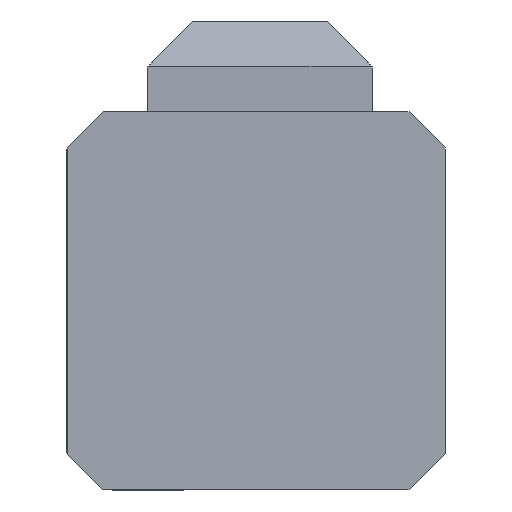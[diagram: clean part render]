
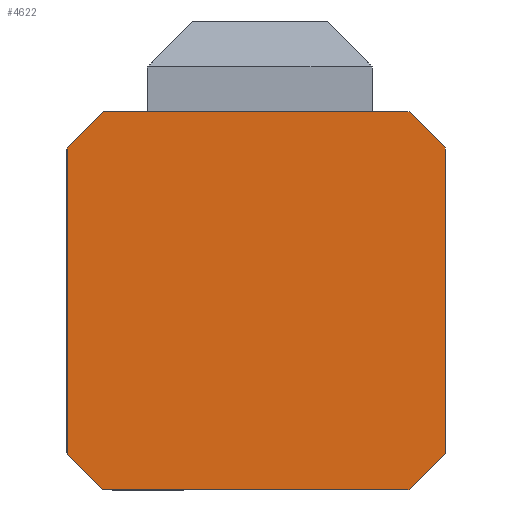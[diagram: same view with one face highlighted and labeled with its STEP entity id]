
A CAD part, front view. The second image highlights one B-rep face of the part: STEP entity #4622.
In plain terms, the highlighted face is planar.
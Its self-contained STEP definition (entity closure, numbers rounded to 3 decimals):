
#20 = CARTESIAN_POINT ( 'NONE',  ( -21., 21., 20. ) ) ;
#276 = VERTEX_POINT ( 'NONE', #5672 ) ;
#687 = VERTEX_POINT ( 'NONE', #10816 ) ;
#785 = VERTEX_POINT ( 'NONE', #10137 ) ;
#924 = CARTESIAN_POINT ( 'NONE',  ( 19., 19., 20. ) ) ;
#1657 = DIRECTION ( 'NONE',  ( 1., 0., 0. ) ) ;
#1881 = DIRECTION ( 'NONE',  ( 0.707, 0.707, 0. ) ) ;
#2897 = CARTESIAN_POINT ( 'NONE',  ( 21., 17., 20. ) ) ;
#4225 = EDGE_CURVE ( 'NONE', #15251, #12842, #22906, .T. ) ;
#4240 = CARTESIAN_POINT ( 'NONE',  ( 19., -19., 20. ) ) ;
#4622 = ADVANCED_FACE ( 'NONE', ( #19758 ), #18187, .T. ) ;
#4674 = VERTEX_POINT ( 'NONE', #11329 ) ;
#4974 = EDGE_CURVE ( 'NONE', #276, #15251, #11008, .T. ) ;
#5072 = VECTOR ( 'NONE', #10255, 1000. ) ;
#5548 = DIRECTION ( 'NONE',  ( -0.707, -0.707, 0. ) ) ;
#5672 = CARTESIAN_POINT ( 'NONE',  ( -21., 17., 20. ) ) ;
#5780 = EDGE_CURVE ( 'NONE', #12842, #4674, #20096, .T. ) ;
#6534 = VECTOR ( 'NONE', #1881, 1000. ) ;
#6558 = EDGE_CURVE ( 'NONE', #23312, #687, #23323, .T. ) ;
#6860 = CARTESIAN_POINT ( 'NONE',  ( -17., 21., 20. ) ) ;
#7380 = DIRECTION ( 'NONE',  ( 0., -1., 0. ) ) ;
#8202 = EDGE_CURVE ( 'NONE', #687, #13103, #8461, .T. ) ;
#8280 = DIRECTION ( 'NONE',  ( -0.707, 0.707, 0. ) ) ;
#8348 = DIRECTION ( 'NONE',  ( -1., 0., 0. ) ) ;
#8438 = CARTESIAN_POINT ( 'NONE',  ( -19., -19., 20. ) ) ;
#8461 = LINE ( 'NONE', #22928, #12332 ) ;
#8580 = VECTOR ( 'NONE', #14511, 1000. ) ;
#9534 = EDGE_CURVE ( 'NONE', #4674, #785, #13287, .T. ) ;
#10053 = EDGE_LOOP ( 'NONE', ( #19269, #19146, #14388, #10933, #23339, #15330, #12016, #21889 ) ) ;
#10130 = VECTOR ( 'NONE', #7380, 1000. ) ;
#10137 = CARTESIAN_POINT ( 'NONE',  ( 21., -17., 20. ) ) ;
#10146 = VECTOR ( 'NONE', #8280, 1000. ) ;
#10255 = DIRECTION ( 'NONE',  ( 0.707, -0.707, 0. ) ) ;
#10616 = DIRECTION ( 'NONE',  ( 0., 0., 1. ) ) ;
#10816 = CARTESIAN_POINT ( 'NONE',  ( 17., 21., 20. ) ) ;
#10933 = ORIENTED_EDGE ( 'NONE', *, *, #6558, .T. ) ;
#11008 = LINE ( 'NONE', #20, #10130 ) ;
#11329 = CARTESIAN_POINT ( 'NONE',  ( 17., -21., 20. ) ) ;
#12016 = ORIENTED_EDGE ( 'NONE', *, *, #4974, .T. ) ;
#12228 = EDGE_CURVE ( 'NONE', #13103, #276, #21573, .T. ) ;
#12332 = VECTOR ( 'NONE', #8348, 1000. ) ;
#12842 = VERTEX_POINT ( 'NONE', #19418 ) ;
#13103 = VERTEX_POINT ( 'NONE', #6860 ) ;
#13287 = LINE ( 'NONE', #4240, #6534 ) ;
#13696 = VECTOR ( 'NONE', #5548, 1000. ) ;
#14330 = CARTESIAN_POINT ( 'NONE',  ( 0., 0., 20. ) ) ;
#14388 = ORIENTED_EDGE ( 'NONE', *, *, #20869, .T. ) ;
#14511 = DIRECTION ( 'NONE',  ( 0., 1., 0. ) ) ;
#15251 = VERTEX_POINT ( 'NONE', #21039 ) ;
#15330 = ORIENTED_EDGE ( 'NONE', *, *, #12228, .T. ) ;
#16666 = VECTOR ( 'NONE', #1657, 1000. ) ;
#17876 = LINE ( 'NONE', #21505, #8580 ) ;
#18187 = PLANE ( 'NONE',  #18976 ) ;
#18976 = AXIS2_PLACEMENT_3D ( 'NONE', #14330, #10616, #23617 ) ;
#19146 = ORIENTED_EDGE ( 'NONE', *, *, #9534, .T. ) ;
#19269 = ORIENTED_EDGE ( 'NONE', *, *, #5780, .T. ) ;
#19418 = CARTESIAN_POINT ( 'NONE',  ( -17., -21., 20. ) ) ;
#19758 = FACE_OUTER_BOUND ( 'NONE', #10053, .T. ) ;
#20096 = LINE ( 'NONE', #21789, #16666 ) ;
#20869 = EDGE_CURVE ( 'NONE', #785, #23312, #17876, .T. ) ;
#21039 = CARTESIAN_POINT ( 'NONE',  ( -21., -17., 20. ) ) ;
#21505 = CARTESIAN_POINT ( 'NONE',  ( 21., 21., 20. ) ) ;
#21573 = LINE ( 'NONE', #22061, #13696 ) ;
#21789 = CARTESIAN_POINT ( 'NONE',  ( -21., -21., 20. ) ) ;
#21889 = ORIENTED_EDGE ( 'NONE', *, *, #4225, .T. ) ;
#22061 = CARTESIAN_POINT ( 'NONE',  ( -19., 19., 20. ) ) ;
#22906 = LINE ( 'NONE', #8438, #5072 ) ;
#22928 = CARTESIAN_POINT ( 'NONE',  ( -21., 21., 20. ) ) ;
#23312 = VERTEX_POINT ( 'NONE', #2897 ) ;
#23323 = LINE ( 'NONE', #924, #10146 ) ;
#23339 = ORIENTED_EDGE ( 'NONE', *, *, #8202, .T. ) ;
#23617 = DIRECTION ( 'NONE',  ( 1., 0., 0. ) ) ;
